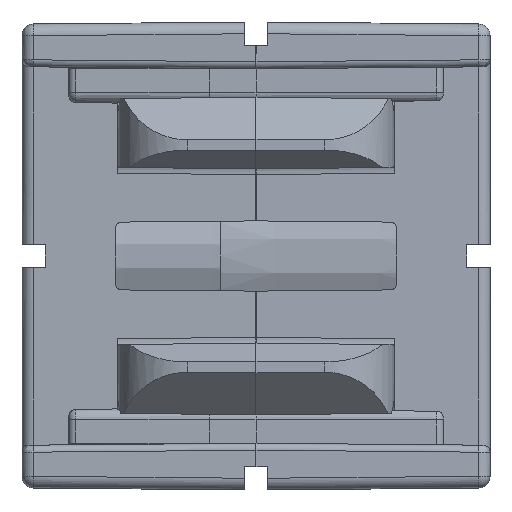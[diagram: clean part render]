
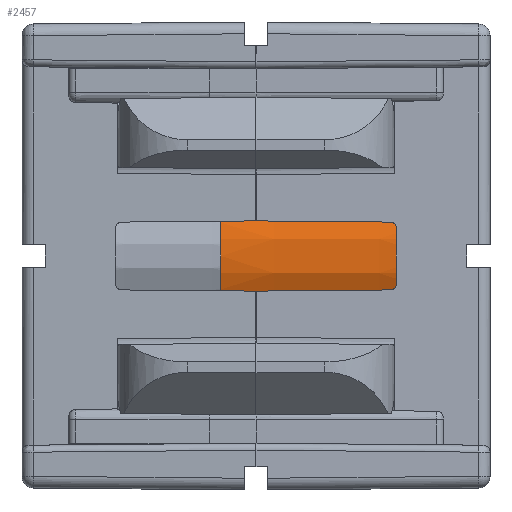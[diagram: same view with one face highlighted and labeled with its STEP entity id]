
A CAD part, left-side view. The second image highlights one B-rep face of the part: STEP entity #2457.
In plain terms, the highlighted conical face has half-angle 0.5 degrees and reference radius 4.25 mm.
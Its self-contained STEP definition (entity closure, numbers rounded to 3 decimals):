
#196 = EDGE_CURVE ( 'NONE', #6119, #6138, #14200, .T. ) ;
#197 = EDGE_CURVE ( 'NONE', #6119, #6120, #14196, .T. ) ;
#199 = EDGE_CURVE ( 'NONE', #6120, #6135, #14202, .T. ) ;
#323 = EDGE_CURVE ( 'NONE', #6138, #6135, #699, .T. ) ;
#699 = CIRCLE ( 'NONE', #13147, 4.246 ) ;
#1412 = FACE_OUTER_BOUND ( 'NONE', #5032, .T. ) ;
#1415 = CONICAL_SURFACE ( 'NONE', #10217, 4.25, 0.009 ) ;
#2457 = ADVANCED_FACE ( 'NONE', ( #1412 ), #1415, .T. ) ;
#3313 = DIRECTION ( 'NONE',  ( 0., 0., 1. ) ) ;
#3314 = DIRECTION ( 'NONE',  ( 0., 1., 0. ) ) ;
#3315 = CARTESIAN_POINT ( 'NONE',  ( 0., -7.504, 0. ) ) ;
#5032 = EDGE_LOOP ( 'NONE', ( #6636, #6637, #6638, #6639 ) ) ;
#6119 = VERTEX_POINT ( 'NONE', #11755 ) ;
#6120 = VERTEX_POINT ( 'NONE', #11756 ) ;
#6135 = VERTEX_POINT ( 'NONE', #11771 ) ;
#6138 = VERTEX_POINT ( 'NONE', #11774 ) ;
#6636 = ORIENTED_EDGE ( 'NONE', *, *, #197, .F. ) ;
#6637 = ORIENTED_EDGE ( 'NONE', *, *, #196, .T. ) ;
#6638 = ORIENTED_EDGE ( 'NONE', *, *, #323, .T. ) ;
#6639 = ORIENTED_EDGE ( 'NONE', *, *, #199, .F. ) ;
#8242 = CARTESIAN_POINT ( 'NONE',  ( 0., -8., 0. ) ) ;
#8243 = DIRECTION ( 'NONE',  ( 0., -1., 0. ) ) ;
#8244 = DIRECTION ( 'NONE',  ( 0., 0., 1. ) ) ;
#10217 = AXIS2_PLACEMENT_3D ( 'NONE', #8242, #8243, #8244 ) ;
#11755 = CARTESIAN_POINT ( 'NONE',  ( 0., 1.5, -4.167 ) ) ;
#11756 = CARTESIAN_POINT ( 'NONE',  ( 0., 1.5, 4.167 ) ) ;
#11771 = CARTESIAN_POINT ( 'NONE',  ( 0., -7.504, 4.246 ) ) ;
#11774 = CARTESIAN_POINT ( 'NONE',  ( 0., -7.504, -4.246 ) ) ;
#12722 = CARTESIAN_POINT ( 'NONE',  ( 0., -8., -4.25 ) ) ;
#12780 = CARTESIAN_POINT ( 'NONE',  ( 0., -8., 4.25 ) ) ;
#12862 = DIRECTION ( 'NONE',  ( 0., -1., -0.009 ) ) ;
#12894 = DIRECTION ( 'NONE',  ( 0., -1., 0.009 ) ) ;
#12898 = DIRECTION ( 'NONE',  ( 0., 0., 1. ) ) ;
#12899 = DIRECTION ( 'NONE',  ( 0., 1., 0. ) ) ;
#12900 = CARTESIAN_POINT ( 'NONE',  ( 0., 1.5, 0. ) ) ;
#13124 = AXIS2_PLACEMENT_3D ( 'NONE', #12900, #12899, #12898 ) ;
#13147 = AXIS2_PLACEMENT_3D ( 'NONE', #3315, #3314, #3313 ) ;
#14196 = CIRCLE ( 'NONE', #13124, 4.167 ) ;
#14200 = LINE ( 'NONE', #12722, #14203 ) ;
#14202 = LINE ( 'NONE', #12780, #14204 ) ;
#14203 = VECTOR ( 'NONE', #12862, 1000. ) ;
#14204 = VECTOR ( 'NONE', #12894, 1000. ) ;
